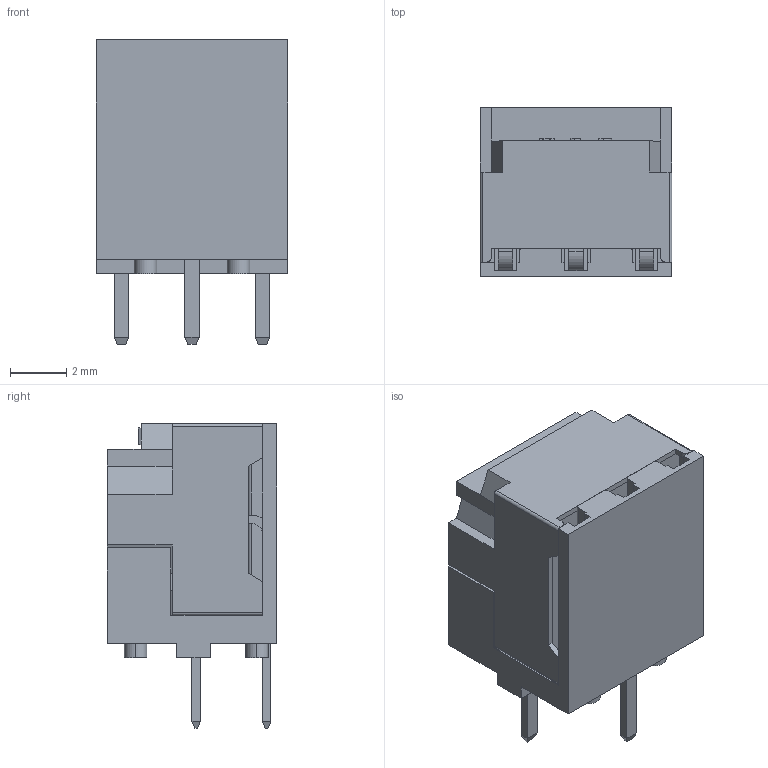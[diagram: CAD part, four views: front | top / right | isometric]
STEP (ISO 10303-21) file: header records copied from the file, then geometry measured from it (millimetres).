
FILE_DESCRIPTION (( 'STEP AP214' ), '1' );
FILE_NAME ('GF063X1.STEP', '2025-07-17T16:12:32', ( '' ), ( '' ), 'SwSTEP 2.0', 'SolidWorks 2024', '' );
FILE_SCHEMA (( 'AUTOMOTIVE_DESIGN' ));
Length unit declared in the file: millimetre
Products named in the file (3): SOPORTE_01; GF063X1
Assembly tree (2 placements, depth 2):
  GF063X1
    GF063X1
    SOPORTE_01
Bounding box: 6.8 x 6 x 10.8 mm (x, y, z)
Volume: 226.1 mm3; surface area: 867.9 mm2
Topology: 5 solids, 5 shells, 352 faces, 987 edges, 661 vertices
Faces by surface type: plane 304, cylinder 32, bspline 14, cone 2
Entity records: 16243 total; most frequent: CARTESIAN_POINT 4471, ORIENTED_EDGE 1974, DIRECTION 1729, EDGE_CURVE 987, LINE 859, VECTOR 859, VERTEX_POINT 661, AXIS2_PLACEMENT_3D 435
